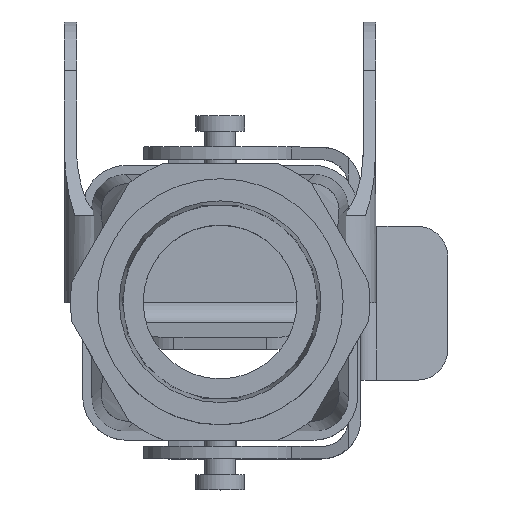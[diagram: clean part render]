
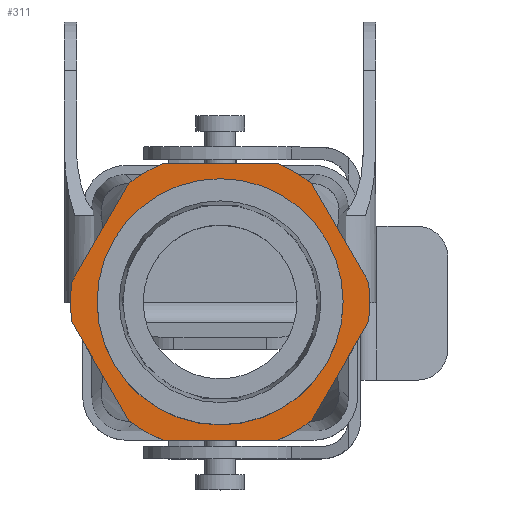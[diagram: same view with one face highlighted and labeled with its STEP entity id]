
A CAD part, top view. The second image highlights one B-rep face of the part: STEP entity #311.
In plain terms, the highlighted planar face has unit normal (0, 0, 1).
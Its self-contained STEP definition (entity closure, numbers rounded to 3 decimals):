
#311 = ADVANCED_FACE( '', ( #685, #686 ), #687, .T. );
#685 = FACE_OUTER_BOUND( '', #1125, .T. );
#686 = FACE_BOUND( '', #1126, .T. );
#687 = PLANE( '', #1127 );
#1125 = EDGE_LOOP( '', ( #1944, #1945, #1946, #1947, #1948, #1949, #1950, #1951, #1952, #1953, #1954, #1955 ) );
#1126 = EDGE_LOOP( '', ( #1956 ) );
#1127 = AXIS2_PLACEMENT_3D( '', #1957, #1958, #1959 );
#1944 = ORIENTED_EDGE( '', *, *, #2857, .F. );
#1945 = ORIENTED_EDGE( '', *, *, #2596, .T. );
#1946 = ORIENTED_EDGE( '', *, *, #2858, .F. );
#1947 = ORIENTED_EDGE( '', *, *, #2859, .T. );
#1948 = ORIENTED_EDGE( '', *, *, #2860, .F. );
#1949 = ORIENTED_EDGE( '', *, *, #2745, .T. );
#1950 = ORIENTED_EDGE( '', *, *, #2673, .F. );
#1951 = ORIENTED_EDGE( '', *, *, #2604, .T. );
#1952 = ORIENTED_EDGE( '', *, *, #2861, .F. );
#1953 = ORIENTED_EDGE( '', *, *, #2862, .T. );
#1954 = ORIENTED_EDGE( '', *, *, #2863, .F. );
#1955 = ORIENTED_EDGE( '', *, *, #2864, .T. );
#1956 = ORIENTED_EDGE( '', *, *, #2584, .F. );
#1957 = CARTESIAN_POINT( '', ( -7.794, 13.5, 59.5 ) );
#1958 = DIRECTION( '', ( 0., 0., 1. ) );
#1959 = DIRECTION( '', ( 1., 0., 0. ) );
#2584 = EDGE_CURVE( '', #3088, #3088, #3089, .T. );
#2596 = EDGE_CURVE( '', #3109, #3110, #3111, .T. );
#2604 = EDGE_CURVE( '', #3123, #3124, #3125, .T. );
#2673 = EDGE_CURVE( '', #3123, #3240, #3241, .F. );
#2745 = EDGE_CURVE( '', #3359, #3240, #3360, .T. );
#2857 = EDGE_CURVE( '', #3109, #3523, #3524, .F. );
#2858 = EDGE_CURVE( '', #3525, #3110, #3526, .F. );
#2859 = EDGE_CURVE( '', #3525, #3527, #3528, .T. );
#2860 = EDGE_CURVE( '', #3359, #3527, #3529, .F. );
#2861 = EDGE_CURVE( '', #3530, #3124, #3531, .F. );
#2862 = EDGE_CURVE( '', #3530, #3532, #3533, .T. );
#2863 = EDGE_CURVE( '', #3534, #3532, #3535, .F. );
#2864 = EDGE_CURVE( '', #3534, #3523, #3536, .T. );
#3088 = VERTEX_POINT( '', #3876 );
#3089 = CIRCLE( '', #3877, 12. );
#3109 = VERTEX_POINT( '', #3901 );
#3110 = VERTEX_POINT( '', #3902 );
#3111 = LINE( '', #3903, #3904 );
#3123 = VERTEX_POINT( '', #3919 );
#3124 = VERTEX_POINT( '', #3920 );
#3125 = LINE( '', #3921, #3922 );
#3240 = VERTEX_POINT( '', #4116 );
#3241 = CIRCLE( '', #4117, 14.6 );
#3359 = VERTEX_POINT( '', #4270 );
#3360 = LINE( '', #4271, #4272 );
#3523 = VERTEX_POINT( '', #4498 );
#3524 = CIRCLE( '', #4499, 14.6 );
#3525 = VERTEX_POINT( '', #4500 );
#3526 = CIRCLE( '', #4501, 14.6 );
#3527 = VERTEX_POINT( '', #4502 );
#3528 = LINE( '', #4503, #4504 );
#3529 = CIRCLE( '', #4505, 14.6 );
#3530 = VERTEX_POINT( '', #4506 );
#3531 = CIRCLE( '', #4507, 14.6 );
#3532 = VERTEX_POINT( '', #4508 );
#3533 = LINE( '', #4509, #4510 );
#3534 = VERTEX_POINT( '', #4511 );
#3535 = CIRCLE( '', #4512, 14.6 );
#3536 = LINE( '', #4513, #4514 );
#3876 = CARTESIAN_POINT( '', ( 12., 0., 59.5 ) );
#3877 = AXIS2_PLACEMENT_3D( '', #4938, #4939, #4940 );
#3901 = CARTESIAN_POINT( '', ( 8.912, -11.565, 59.5 ) );
#3902 = CARTESIAN_POINT( '', ( 14.471, -1.935, 59.5 ) );
#3903 = CARTESIAN_POINT( '', ( 7.794, -13.5, 59.5 ) );
#3904 = VECTOR( '', #4957, 1000. );
#3919 = CARTESIAN_POINT( '', ( -8.912, 11.565, 59.5 ) );
#3920 = CARTESIAN_POINT( '', ( -14.471, 1.935, 59.5 ) );
#3921 = CARTESIAN_POINT( '', ( -7.794, 13.5, 59.5 ) );
#3922 = VECTOR( '', #4967, 1000. );
#4116 = CARTESIAN_POINT( '', ( -5.56, 13.5, 59.5 ) );
#4117 = AXIS2_PLACEMENT_3D( '', #5062, #5063, #5064 );
#4270 = CARTESIAN_POINT( '', ( 5.56, 13.5, 59.5 ) );
#4271 = CARTESIAN_POINT( '', ( 7.794, 13.5, 59.5 ) );
#4272 = VECTOR( '', #5166, 1000. );
#4498 = CARTESIAN_POINT( '', ( 5.56, -13.5, 59.5 ) );
#4499 = AXIS2_PLACEMENT_3D( '', #5290, #5291, #5292 );
#4500 = CARTESIAN_POINT( '', ( 14.471, 1.935, 59.5 ) );
#4501 = AXIS2_PLACEMENT_3D( '', #5293, #5294, #5295 );
#4502 = CARTESIAN_POINT( '', ( 8.912, 11.565, 59.5 ) );
#4503 = CARTESIAN_POINT( '', ( 15.588, 0., 59.5 ) );
#4504 = VECTOR( '', #5296, 1000. );
#4505 = AXIS2_PLACEMENT_3D( '', #5297, #5298, #5299 );
#4506 = CARTESIAN_POINT( '', ( -14.471, -1.935, 59.5 ) );
#4507 = AXIS2_PLACEMENT_3D( '', #5300, #5301, #5302 );
#4508 = CARTESIAN_POINT( '', ( -8.912, -11.565, 59.5 ) );
#4509 = CARTESIAN_POINT( '', ( -15.588, 0., 59.5 ) );
#4510 = VECTOR( '', #5303, 1000. );
#4511 = CARTESIAN_POINT( '', ( -5.56, -13.5, 59.5 ) );
#4512 = AXIS2_PLACEMENT_3D( '', #5304, #5305, #5306 );
#4513 = CARTESIAN_POINT( '', ( -7.794, -13.5, 59.5 ) );
#4514 = VECTOR( '', #5307, 1000. );
#4938 = CARTESIAN_POINT( '', ( 0., 0., 59.5 ) );
#4939 = DIRECTION( '', ( 0., 0., 1. ) );
#4940 = DIRECTION( '', ( 1., 0., 0. ) );
#4957 = DIRECTION( '', ( 0.5, 0.866, 0. ) );
#4967 = DIRECTION( '', ( -0.5, -0.866, 0. ) );
#5062 = CARTESIAN_POINT( '', ( 0., 0., 59.5 ) );
#5063 = DIRECTION( '', ( 0., 0., 1. ) );
#5064 = DIRECTION( '', ( 1., 0., 0. ) );
#5166 = DIRECTION( '', ( -1., 0., 0. ) );
#5290 = CARTESIAN_POINT( '', ( 0., 0., 59.5 ) );
#5291 = DIRECTION( '', ( 0., 0., 1. ) );
#5292 = DIRECTION( '', ( 1., 0., 0. ) );
#5293 = CARTESIAN_POINT( '', ( 0., 0., 59.5 ) );
#5294 = DIRECTION( '', ( 0., 0., 1. ) );
#5295 = DIRECTION( '', ( 1., 0., 0. ) );
#5296 = DIRECTION( '', ( -0.5, 0.866, 0. ) );
#5297 = CARTESIAN_POINT( '', ( 0., 0., 59.5 ) );
#5298 = DIRECTION( '', ( 0., 0., 1. ) );
#5299 = DIRECTION( '', ( 1., 0., 0. ) );
#5300 = CARTESIAN_POINT( '', ( 0., 0., 59.5 ) );
#5301 = DIRECTION( '', ( 0., 0., 1. ) );
#5302 = DIRECTION( '', ( 1., 0., 0. ) );
#5303 = DIRECTION( '', ( 0.5, -0.866, 0. ) );
#5304 = CARTESIAN_POINT( '', ( 0., 0., 59.5 ) );
#5305 = DIRECTION( '', ( 0., 0., 1. ) );
#5306 = DIRECTION( '', ( 1., 0., 0. ) );
#5307 = DIRECTION( '', ( 1., 0., 0. ) );
